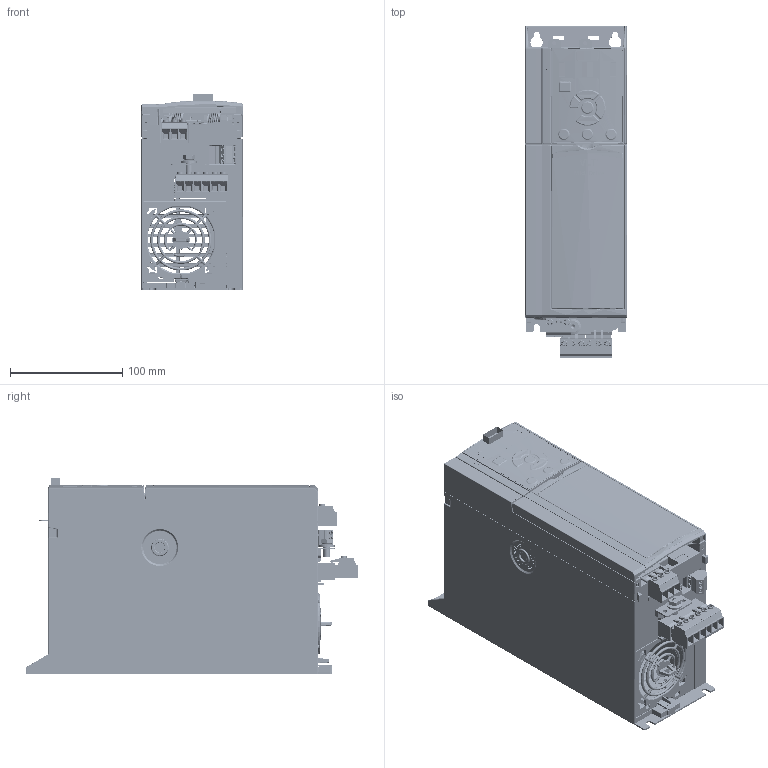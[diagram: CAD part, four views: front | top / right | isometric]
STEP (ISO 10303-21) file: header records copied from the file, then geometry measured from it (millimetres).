
FILE_DESCRIPTION((''),'2;1');
FILE_NAME('FC280-K2-IP20','2016-08-30T',('u242158'),('Danfoss Power Electronics'),'CREO PARAMETRIC BY PTC INC, 2015480','CREO PARAMETRIC BY PTC INC, 2015480','');
FILE_SCHEMA(('CONFIG_CONTROL_DESIGN','GEOMETRIC_VALIDATION_PROPERTIES_MIM'));
Products named in the file (1): FC280-K2-IP20
Bounding box: 90.08 x 295.42 x 174.6 mm (x, y, z)
Surface area: 551287.6 mm2 (no closed solid volume)
Topology: 0 solids, 209 shells, 14542 faces, 40430 edges, 26420 vertices
Faces by surface type: plane 8292, cylinder 3495, bspline 1237, cone 451, sphere 447, torus 386, extrusion 234
Full cylindrical faces by diameter (mm): 2.5 x1
Entity records: 617093 total; most frequent: CARTESIAN_POINT 200785, ORIENTED_EDGE 78114, DIRECTION 63373, EDGE_CURVE 40264, VERTEX_POINT 26412, VECTOR 25975, LINE 25741, AXIS2_PLACEMENT_3D 18699
